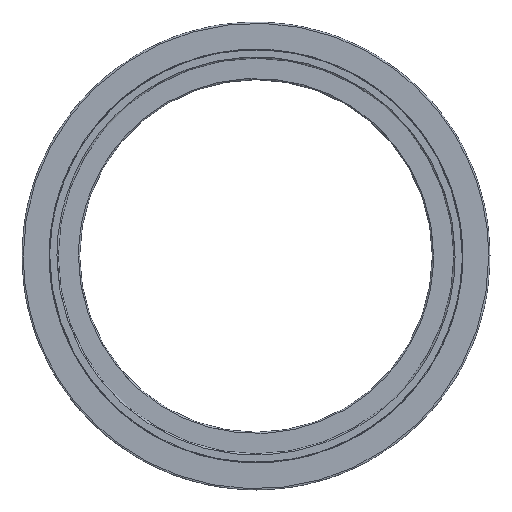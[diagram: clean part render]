
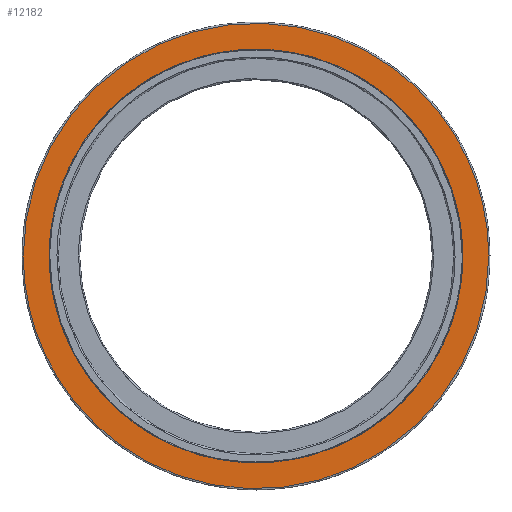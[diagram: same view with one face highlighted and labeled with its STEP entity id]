
A CAD part, left-side view. The second image highlights one B-rep face of the part: STEP entity #12182.
In plain terms, the highlighted planar face has unit normal (-1, 0, 0).
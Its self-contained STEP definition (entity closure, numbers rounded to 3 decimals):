
#4324 = CARTESIAN_POINT ( 'NONE',  ( 0., -373., 0. ) ) ;
#6114 =( BOUNDED_CURVE ( )  B_SPLINE_CURVE ( 3, ( #6123, #6122, #6121, #6120 ),
 .UNSPECIFIED., .F., .F. ) 
 B_SPLINE_CURVE_WITH_KNOTS ( ( 4, 4 ),
 ( 0., 1. ),
 .UNSPECIFIED. ) 
 CURVE ( )  GEOMETRIC_REPRESENTATION_ITEM ( )  RATIONAL_B_SPLINE_CURVE ( ( 1., 0.333, 0.333, 1. ) ) 
 REPRESENTATION_ITEM ( '' )  );
#6120 = CARTESIAN_POINT ( 'NONE',  ( 0., -331.5, 0. ) ) ;
#6121 = CARTESIAN_POINT ( 'NONE',  ( 0., -331.5, -663. ) ) ;
#6122 = CARTESIAN_POINT ( 'NONE',  ( 0., 331.5, -663. ) ) ;
#6123 = CARTESIAN_POINT ( 'NONE',  ( 0., 331.5, 0. ) ) ;
#6392 = CARTESIAN_POINT ( 'NONE',  ( 0., 331.5, 0. ) ) ;
#6398 = CARTESIAN_POINT ( 'NONE',  ( 0., -331.5, 0. ) ) ;
#6410 = CARTESIAN_POINT ( 'NONE',  ( 0., 373., 0. ) ) ;
#6411 = CARTESIAN_POINT ( 'NONE',  ( 0., 373., -746. ) ) ;
#6412 = CARTESIAN_POINT ( 'NONE',  ( 0., -373., -746. ) ) ;
#6413 = CARTESIAN_POINT ( 'NONE',  ( 0., -373., 0. ) ) ;
#6415 =( BOUNDED_CURVE ( )  B_SPLINE_CURVE ( 3, ( #6413, #6412, #6411, #6410 ),
 .UNSPECIFIED., .F., .T. ) 
 B_SPLINE_CURVE_WITH_KNOTS ( ( 4, 4 ),
 ( 0., 1. ),
 .UNSPECIFIED. ) 
 CURVE ( )  GEOMETRIC_REPRESENTATION_ITEM ( )  RATIONAL_B_SPLINE_CURVE ( ( 1., 0.333, 0.333, 1. ) ) 
 REPRESENTATION_ITEM ( '' )  );
#6417 = CARTESIAN_POINT ( 'NONE',  ( 0., 373., 0. ) ) ;
#6670 = CARTESIAN_POINT ( 'NONE',  ( 0., -373., 746. ) ) ;
#6732 = CARTESIAN_POINT ( 'NONE',  ( 0., -373., 0. ) ) ;
#7031 = CARTESIAN_POINT ( 'NONE',  ( 0., 373., 746. ) ) ;
#7059 = CARTESIAN_POINT ( 'NONE',  ( 0., 373., 0. ) ) ;
#7335 =( BOUNDED_CURVE ( )  B_SPLINE_CURVE ( 3, ( #7059, #7031, #6670, #6732 ),
 .UNSPECIFIED., .F., .T. ) 
 B_SPLINE_CURVE_WITH_KNOTS ( ( 4, 4 ),
 ( 0., 1. ),
 .UNSPECIFIED. ) 
 CURVE ( )  GEOMETRIC_REPRESENTATION_ITEM ( )  RATIONAL_B_SPLINE_CURVE ( ( 1., 0.333, 0.333, 1. ) ) 
 REPRESENTATION_ITEM ( '' )  );
#7896 = CARTESIAN_POINT ( 'NONE',  ( 0., 331.5, 0. ) ) ;
#7912 = CARTESIAN_POINT ( 'NONE',  ( 0., -331.5, 0. ) ) ;
#7936 = CARTESIAN_POINT ( 'NONE',  ( 0., 331.5, 663. ) ) ;
#7937 = CARTESIAN_POINT ( 'NONE',  ( 0., -331.5, 663. ) ) ;
#8005 =( BOUNDED_CURVE ( )  B_SPLINE_CURVE ( 3, ( #7912, #7937, #7936, #7896 ),
 .UNSPECIFIED., .F., .T. ) 
 B_SPLINE_CURVE_WITH_KNOTS ( ( 4, 4 ),
 ( 0., 1. ),
 .UNSPECIFIED. ) 
 CURVE ( )  GEOMETRIC_REPRESENTATION_ITEM ( )  RATIONAL_B_SPLINE_CURVE ( ( 1., 0.333, 0.333, 1. ) ) 
 REPRESENTATION_ITEM ( '' )  );
#8082 = DIRECTION ( 'NONE',  ( 0., 0., -1. ) ) ;
#8083 = DIRECTION ( 'NONE',  ( 1., 0., 0. ) ) ;
#8089 = CARTESIAN_POINT ( 'NONE',  ( 0., 0., 0. ) ) ;
#8091 = FACE_BOUND ( 'NONE', #12153, .T. ) ;
#8102 = PLANE ( 'NONE',  #8104 ) ;
#8103 = FACE_OUTER_BOUND ( 'NONE', #12158, .T. ) ;
#8104 = AXIS2_PLACEMENT_3D ( 'NONE', #8089, #8083, #8082 ) ;
#11756 = VERTEX_POINT ( 'NONE', #4324 ) ;
#11765 = EDGE_CURVE ( 'NONE', #11756, #11769, #6415, .T. ) ;
#11769 = VERTEX_POINT ( 'NONE', #6417 ) ;
#11776 = VERTEX_POINT ( 'NONE', #6392 ) ;
#11777 = VERTEX_POINT ( 'NONE', #6398 ) ;
#11819 = EDGE_CURVE ( 'NONE', #11776, #11777, #6114, .T. ) ;
#12049 = EDGE_CURVE ( 'NONE', #11769, #11756, #7335, .T. ) ;
#12150 = ORIENTED_EDGE ( 'NONE', *, *, #11765, .F. ) ;
#12152 = EDGE_CURVE ( 'NONE', #11777, #11776, #8005, .T. ) ;
#12153 = EDGE_LOOP ( 'NONE', ( #12180, #12181 ) ) ;
#12158 = EDGE_LOOP ( 'NONE', ( #12179, #12150 ) ) ;
#12179 = ORIENTED_EDGE ( 'NONE', *, *, #12049, .F. ) ;
#12180 = ORIENTED_EDGE ( 'NONE', *, *, #11819, .F. ) ;
#12181 = ORIENTED_EDGE ( 'NONE', *, *, #12152, .F. ) ;
#12182 = ADVANCED_FACE ( 'NONE', ( #8091, #8103 ), #8102, .F. ) ;
